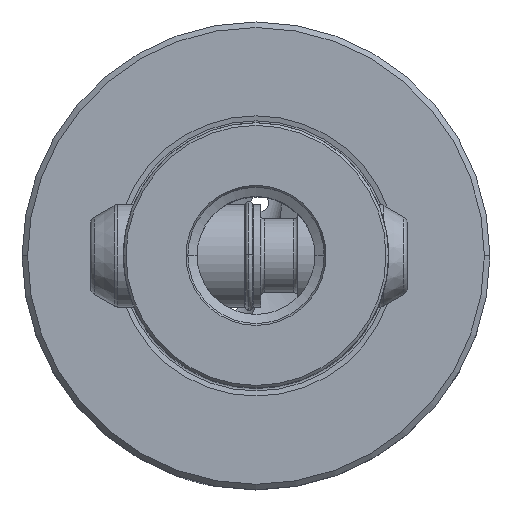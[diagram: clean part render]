
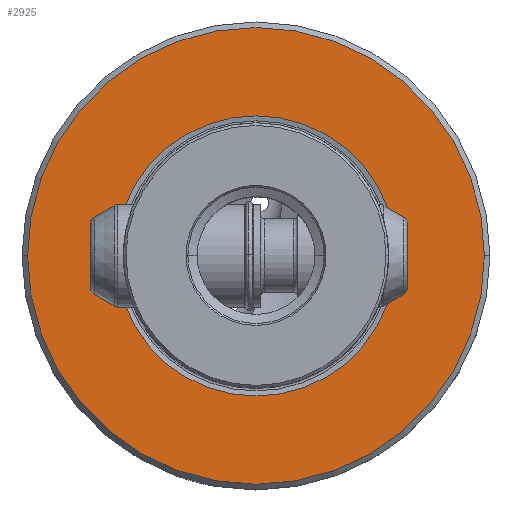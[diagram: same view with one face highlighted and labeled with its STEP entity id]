
A CAD part, top view. The second image highlights one B-rep face of the part: STEP entity #2925.
In plain terms, the highlighted planar face has unit normal (0, 0, 1).
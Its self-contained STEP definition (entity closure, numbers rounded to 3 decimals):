
#2925=ADVANCED_FACE('NONE',(#7900,#7901),#7902,.T.);
#3055=VERTEX_POINT('NONE',#8042);
#5193=EDGE_CURVE('NONE',#5225,#5505,#10403,.T.);
#5225=VERTEX_POINT('NONE',#10441);
#5429=EDGE_CURVE('NONE',#3055,#6013,#10676,.F.);
#5505=VERTEX_POINT('NONE',#10756);
#6013=VERTEX_POINT('NONE',#11316);
#6603=EDGE_CURVE('NONE',#6013,#3055,#11961,.F.);
#6697=EDGE_CURVE('NONE',#5505,#5225,#12063,.T.);
#7900=FACE_OUTER_BOUND('',#13622,.T.);
#7901=FACE_BOUND('',#13623,.T.);
#7902=PLANE('',#13624);
#8042=CARTESIAN_POINT('',(19.012,0.,0.0));
#10403=CIRCLE('',#18548,31.0);
#10441=CARTESIAN_POINT('',(-31.0,0.,0.0));
#10676=CIRCLE('',#19077,19.012);
#10756=CARTESIAN_POINT('',(31.0,0.,0.0));
#11316=CARTESIAN_POINT('',(-19.012,0.,0.0));
#11961=CIRCLE('',#21846,19.012);
#12063=CIRCLE('',#22098,31.0);
#13622=EDGE_LOOP('',(#24835,#24836));
#13623=EDGE_LOOP('',(#24837,#24838));
#13624=AXIS2_PLACEMENT_3D('',#24839,#24840,#24841);
#18548=AXIS2_PLACEMENT_3D('',#27678,#27679,#27680);
#19077=AXIS2_PLACEMENT_3D('',#28094,#28095,#28096);
#21846=AXIS2_PLACEMENT_3D('',#29486,#29487,#29488);
#22098=AXIS2_PLACEMENT_3D('',#29597,#29598,#29599);
#24835=ORIENTED_EDGE('',*,*,#5193,.F.);
#24836=ORIENTED_EDGE('',*,*,#6697,.F.);
#24837=ORIENTED_EDGE('',*,*,#5429,.F.);
#24838=ORIENTED_EDGE('',*,*,#6603,.F.);
#24839=CARTESIAN_POINT('',(-33.0,0.0,0.0));
#24840=DIRECTION('',(-0.0,0.0,1.0));
#24841=DIRECTION('',(0.0,1.0,0.0));
#27678=CARTESIAN_POINT('',(0.0,0.0,0.0));
#27679=DIRECTION('',(0.0,0.0,-1.0));
#27680=DIRECTION('',(-1.0,0.,0.0));
#28094=CARTESIAN_POINT('',(0.0,0.0,0.0));
#28095=DIRECTION('',(0.0,0.0,-1.0));
#28096=DIRECTION('',(1.0,0.,0.0));
#29486=CARTESIAN_POINT('',(0.0,0.0,0.0));
#29487=DIRECTION('',(0.0,0.0,-1.0));
#29488=DIRECTION('',(1.0,0.,0.0));
#29597=CARTESIAN_POINT('',(0.0,0.0,0.0));
#29598=DIRECTION('',(0.0,0.0,-1.0));
#29599=DIRECTION('',(-1.0,0.,0.0));
